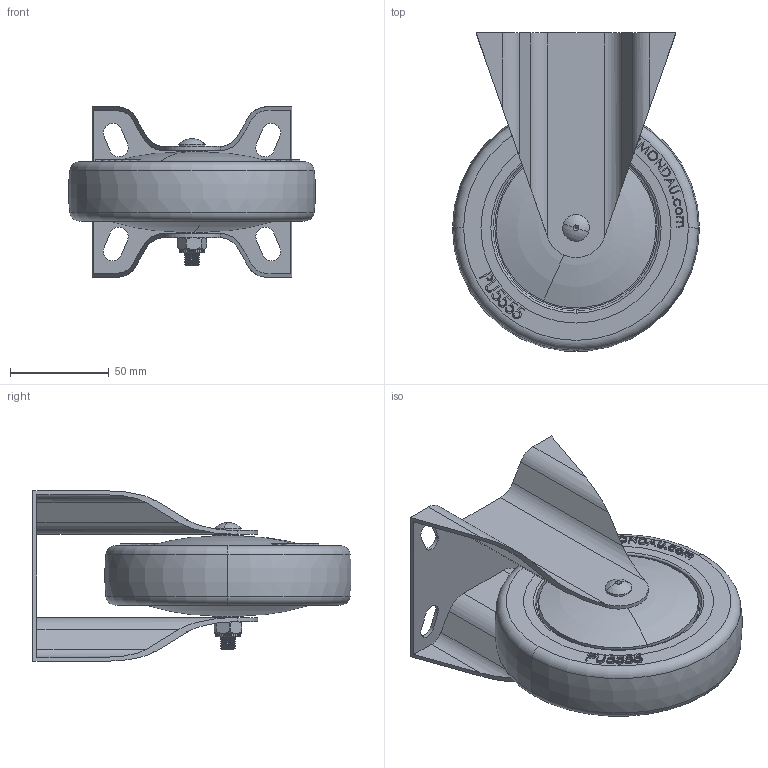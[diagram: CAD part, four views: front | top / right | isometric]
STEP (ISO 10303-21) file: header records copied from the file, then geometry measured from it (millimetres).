
FILE_DESCRIPTION (( 'STEP AP203' ), '1' );
FILE_NAME ('R5105.STEP', '2020-02-21T09:07:56', ( '' ), ( '' ), 'SwSTEP 2.0', 'SolidWorks 2013', '' );
FILE_SCHEMA (( 'CONFIG_CONTROL_DESIGN' ));
Length unit declared in the file: millimetre
Products named in the file (1): R5105
Bounding box: 124.83 x 160.65 x 86 mm (x, y, z)
Volume: 352696.4 mm3; surface area: 135439.4 mm2
Topology: 7 solids, 8 shells, 649 faces, 1608 edges, 1019 vertices
Faces by surface type: plane 285, bspline 116, cylinder 94, torus 90, cone 62, sphere 2
Entity records: 25740 total; most frequent: CARTESIAN_POINT 10787, ORIENTED_EDGE 3216, DIRECTION 2825, EDGE_CURVE 1608, VERTEX_POINT 1019, AXIS2_PLACEMENT_3D 957, LINE 911, VECTOR 911
